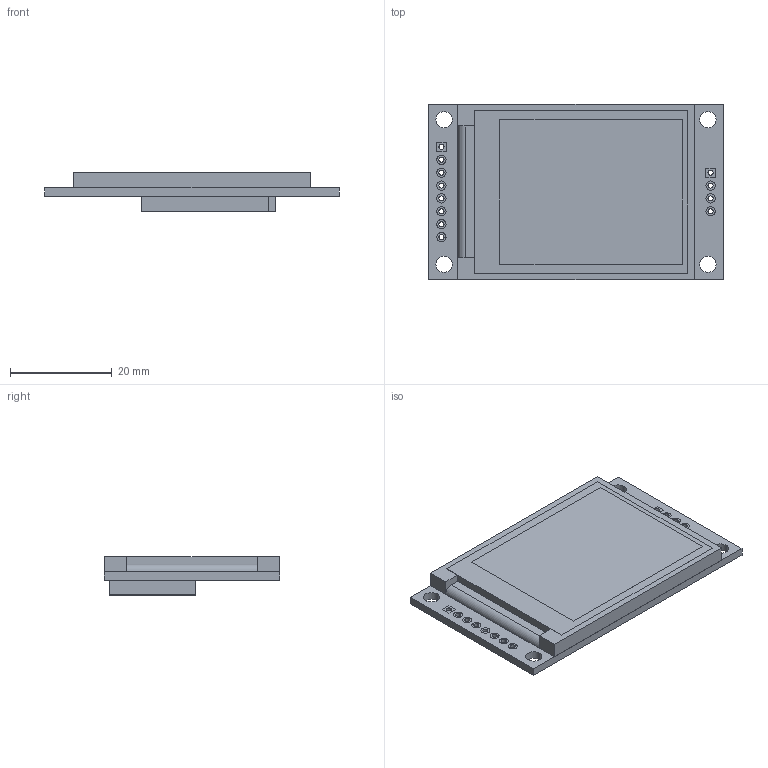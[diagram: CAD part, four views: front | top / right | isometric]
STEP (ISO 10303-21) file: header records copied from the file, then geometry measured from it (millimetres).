
FILE_DESCRIPTION (( 'STEP AP214' ), '1' );
FILE_NAME ('1.8 TFT 128x160 SPI.STEP', '2018-04-10T12:58:38', ( '' ), ( '' ), 'SwSTEP 2.0', 'SolidWorks 2018', '' );
FILE_SCHEMA (( 'AUTOMOTIVE_DESIGN' ));
Length unit declared in the file: millimetre
Products named in the file (1): 1.8 TFT 128x160 SPI
Bounding box: 58 x 34.5 x 7.6 mm (x, y, z)
Volume: 8558.2 mm3; surface area: 5581.2 mm2
Topology: 1 solids, 1 shells, 473 faces, 1249 edges, 832 vertices
Faces by surface type: plane 215, bspline 182, cylinder 76
Entity records: 25214 total; most frequent: CARTESIAN_POINT 9599, ORIENTED_EDGE 2498, DIRECTION 1617, EDGE_CURVE 1249, VERTEX_POINT 832, LINE 733, VECTOR 733, EDGE_LOOP 559
